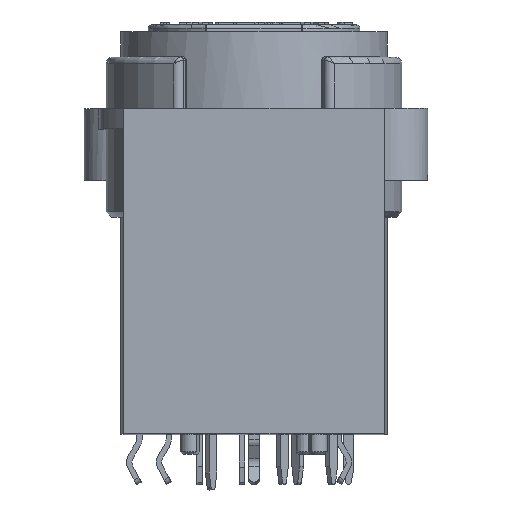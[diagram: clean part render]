
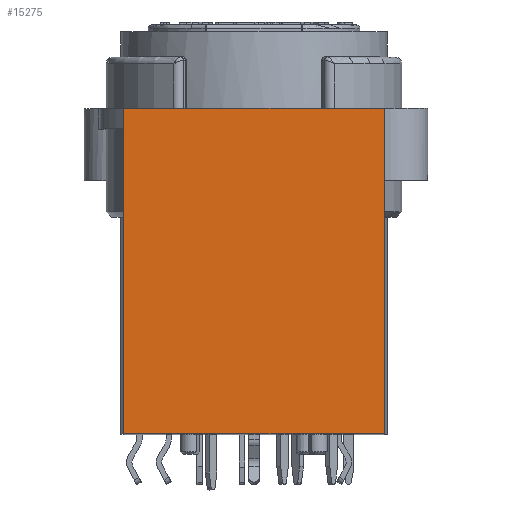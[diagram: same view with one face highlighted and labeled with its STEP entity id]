
A CAD part, top view. The second image highlights one B-rep face of the part: STEP entity #15275.
In plain terms, the highlighted planar face has unit normal (0, 0, 1).
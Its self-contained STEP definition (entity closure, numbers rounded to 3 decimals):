
#5254=DIRECTION('',(-1.,0.,0.));
#5255=VECTOR('',#5254,19.2);
#5256=CARTESIAN_POINT('',(14.62,29.762,27.04));
#5257=LINE('',#5256,#5255);
#5545=DIRECTION('',(0.,1.,0.));
#5546=VECTOR('',#5545,23.993);
#5547=CARTESIAN_POINT('',(14.62,5.769,27.04));
#5548=LINE('',#5547,#5546);
#6040=DIRECTION('',(0.,-1.,0.));
#6041=VECTOR('',#6040,23.993);
#6042=CARTESIAN_POINT('',(-4.58,29.762,27.04));
#6043=LINE('',#6042,#6041);
#6103=DIRECTION('',(1.,0.,0.));
#6104=VECTOR('',#6103,19.2);
#6105=CARTESIAN_POINT('',(-4.58,5.769,27.04));
#6106=LINE('',#6105,#6104);
#13208=CARTESIAN_POINT('',(14.62,29.762,27.04));
#13209=VERTEX_POINT('',#13208);
#13210=CARTESIAN_POINT('',(-4.58,29.762,
27.04));
#13211=VERTEX_POINT('',#13210);
#13316=CARTESIAN_POINT('',(14.62,5.769,27.04));
#13317=VERTEX_POINT('',#13316);
#13454=CARTESIAN_POINT('',(-4.58,5.769,
27.04));
#13455=VERTEX_POINT('',#13454);
#15263=CARTESIAN_POINT('',(5.02,17.766,27.04));
#15264=DIRECTION('',(0.,0.,1.));
#15265=DIRECTION('',(0.,-1.,0.));
#15266=AXIS2_PLACEMENT_3D('',#15263,#15264,#15265);
#15267=PLANE('',#15266);
#15268=ORIENTED_EDGE('',*,*,#15248,.F.);
#15269=ORIENTED_EDGE('',*,*,#14786,.F.);
#15270=ORIENTED_EDGE('',*,*,#14927,.F.);
#15272=ORIENTED_EDGE('',*,*,#15271,.F.);
#15273=EDGE_LOOP('',(#15268,#15269,#15270,#15272));
#15274=FACE_OUTER_BOUND('',#15273,.F.);
#14786=EDGE_CURVE('',#13209,#13211,#5257,.T.);
#14927=EDGE_CURVE('',#13317,#13209,#5548,.T.);
#15248=EDGE_CURVE('',#13211,#13455,#6043,.T.);
#15271=EDGE_CURVE('',#13455,#13317,#6106,.T.);
#15275=ADVANCED_FACE('',(#15274),#15267,.T.);
